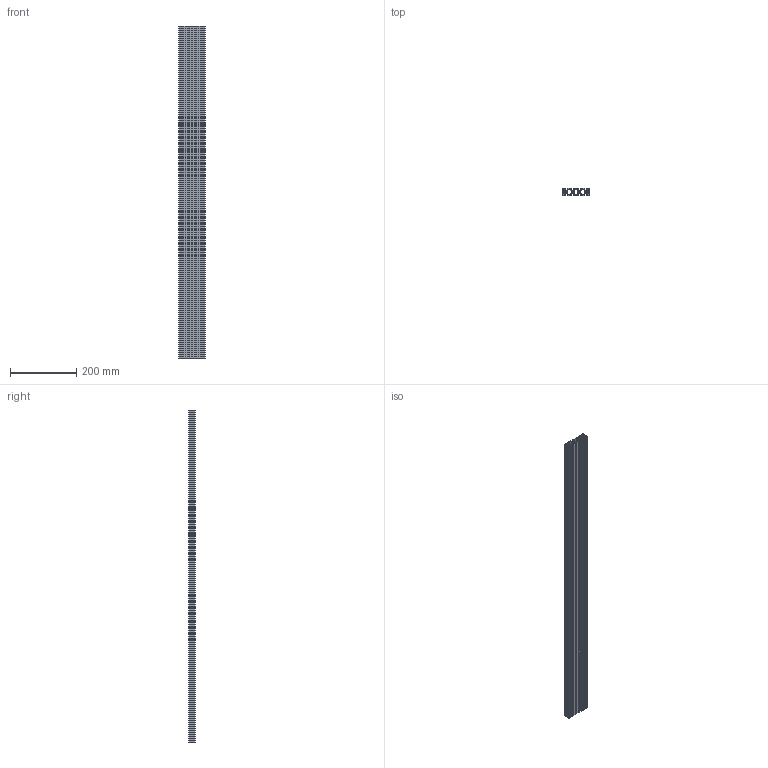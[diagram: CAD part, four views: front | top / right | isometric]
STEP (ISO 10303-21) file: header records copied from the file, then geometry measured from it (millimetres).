
FILE_DESCRIPTION (( 'STEP AP214' ), '1' );
FILE_NAME ('228SH Êîíñòðóêöèîííûé ïðîôèëü 20õ80SH.STEP', '2019-04-22T13:56:54', ( 'Ïîëüçîâàòåëü Windows' ), ( '' ), 'SwSTEP 2.0', 'SolidWorks 2018', '' );
FILE_SCHEMA (( 'AUTOMOTIVE_DESIGN' ));
Length unit declared in the file: millimetre
Products named in the file (1): 228SH Êîíñòðóêöèîííûé ïðîôèëü 20õ80SH
Bounding box: 80 x 20 x 1000 mm (x, y, z)
Volume: 626464.1 mm3; surface area: 560376.6 mm2
Topology: 1 solids, 1 shells, 390 faces, 1164 edges, 776 vertices
Faces by surface type: plane 218, cylinder 172
Entity records: 13234 total; most frequent: CARTESIAN_POINT 2331, ORIENTED_EDGE 2328, DIRECTION 2290, EDGE_CURVE 1164, VECTOR 820, LINE 820, VERTEX_POINT 776, AXIS2_PLACEMENT_3D 735
